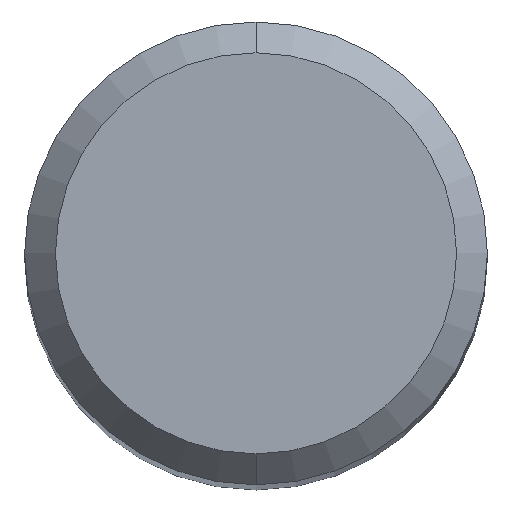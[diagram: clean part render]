
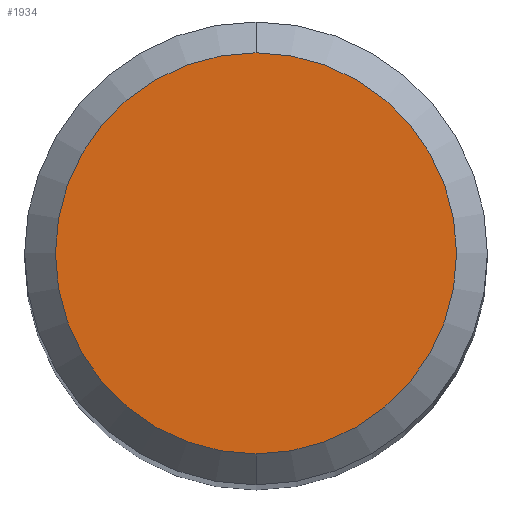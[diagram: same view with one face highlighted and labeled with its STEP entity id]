
A CAD part, top view. The second image highlights one B-rep face of the part: STEP entity #1934.
In plain terms, the highlighted planar face has unit normal (0, 0, 1).
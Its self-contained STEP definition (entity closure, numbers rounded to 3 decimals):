
#1792=EDGE_CURVE('',#1804,#2316,#4083,.T.);
#1804=VERTEX_POINT('',#4095);
#1934=ADVANCED_FACE('',(#4231),#4232,.T.);
#2316=VERTEX_POINT('',#4654);
#2640=EDGE_CURVE('',#2316,#1804,#5007,.T.);
#4083=CIRCLE('',#13176,2.6);
#4095=CARTESIAN_POINT('',(0.0,2.6,0.0));
#4231=FACE_OUTER_BOUND('',#14133,.T.);
#4232=PLANE('',#14134);
#4654=CARTESIAN_POINT('',(0.,-2.6,0.0));
#5007=CIRCLE('',#22460,2.6);
#13176=AXIS2_PLACEMENT_3D('',#29133,#29134,#29135);
#14133=EDGE_LOOP('',(#29251,#29252));
#14134=AXIS2_PLACEMENT_3D('',#29253,#29254,#29255);
#22460=AXIS2_PLACEMENT_3D('',#30211,#30212,#30213);
#29133=CARTESIAN_POINT('',(0.0,0.0,0.0));
#29134=DIRECTION('',(0.0,0.0,-1.0));
#29135=DIRECTION('',(0.0,1.0,0.0));
#29251=ORIENTED_EDGE('',*,*,#1792,.F.);
#29252=ORIENTED_EDGE('',*,*,#2640,.F.);
#29253=CARTESIAN_POINT('',(0.0,1.3,0.0));
#29254=DIRECTION('',(-0.0,0.0,1.0));
#29255=DIRECTION('',(0.0,-1.0,0.0));
#30211=CARTESIAN_POINT('',(0.0,0.0,0.0));
#30212=DIRECTION('',(0.0,0.0,-1.0));
#30213=DIRECTION('',(0.0,1.0,0.0));
